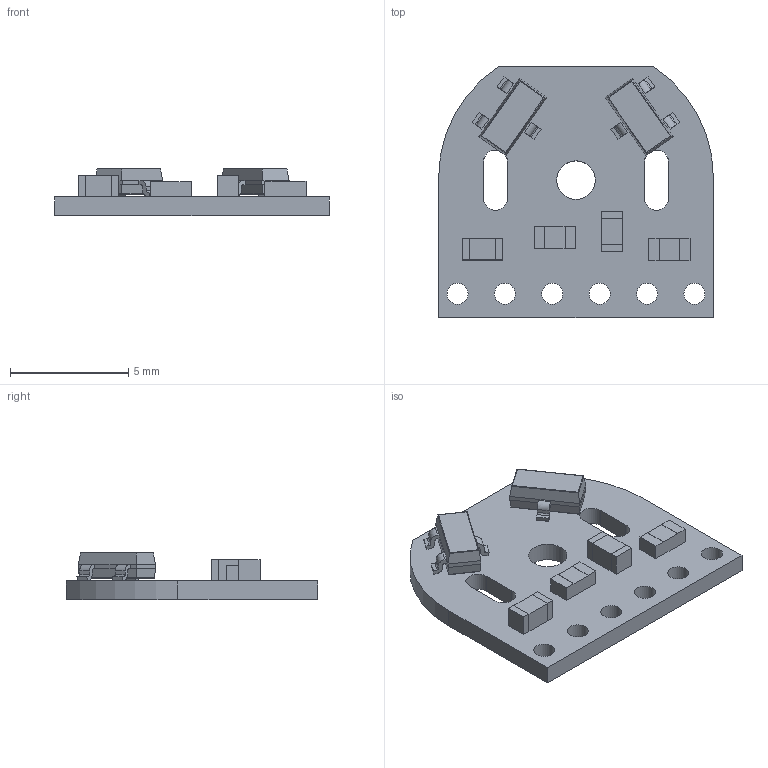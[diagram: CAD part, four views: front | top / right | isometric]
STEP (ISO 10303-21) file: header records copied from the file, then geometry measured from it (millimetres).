
FILE_DESCRIPTION(/* description */ (''),/* implementation_level */ '2;1');
FILE_NAME(/* name */ 'encoder_carte v1.step',/* time_stamp */ '2019-06-07T11:05:18+02:00',/* author */ (''),/* organization */ (''),/* preprocessor_version */ 'ST-DEVELOPER v18',/* originating_system */ 'Autodesk Translation Framework v8.2.0.1029',/* authorisation */ '');
FILE_SCHEMA (('AUTOMOTIVE_DESIGN { 1 0 10303 214 3 1 1 }'));
Length unit declared in the file: millimetre
Products named in the file (1): encoder_carte
Bounding box: 11.6 x 10.6 x 1.99 mm (x, y, z)
Volume: 97.4 mm3; surface area: 327.8 mm2
Topology: 1 solids, 1 shells, 555 faces, 1492 edges, 978 vertices
Faces by surface type: plane 341, bspline 160, cylinder 54
Full cylindrical faces by diameter (mm): 0.889 x6, 1.626 x1
Entity records: 23560 total; most frequent: CARTESIAN_POINT 9963, ORIENTED_EDGE 2984, DIRECTION 2077, EDGE_CURVE 1492, LINE 1065, VECTOR 1065, VERTEX_POINT 978, EDGE_LOOP 620
